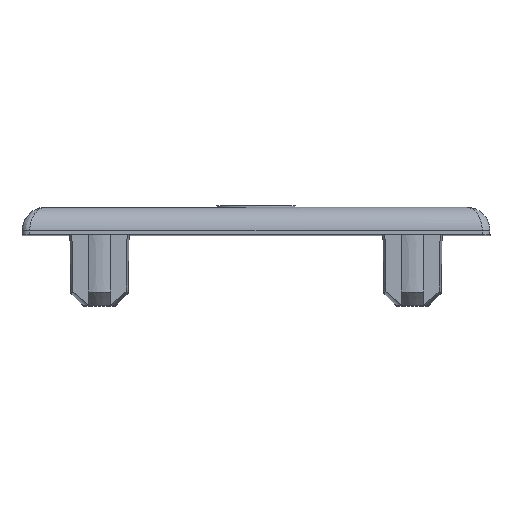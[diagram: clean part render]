
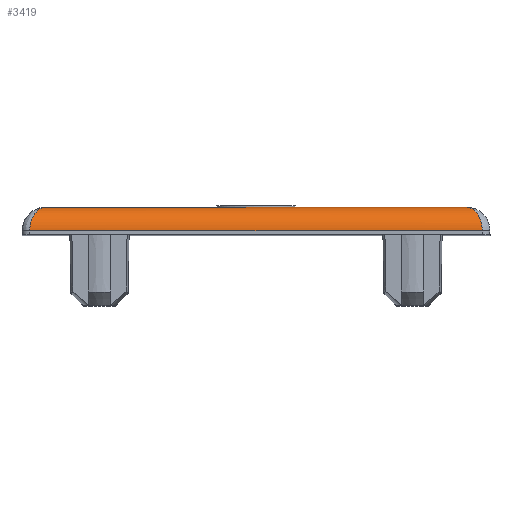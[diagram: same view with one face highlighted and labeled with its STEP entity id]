
A CAD part, top view. The second image highlights one B-rep face of the part: STEP entity #3419.
In plain terms, the highlighted cylindrical face has radius 3 mm (diameter 6 mm), a partial arc.
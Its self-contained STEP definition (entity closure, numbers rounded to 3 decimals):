
#1492=CARTESIAN_POINT('',(-26.9,3.5,41.9));
#1493=CARTESIAN_POINT('',(-27.066,3.5,42.148));
#1494=CARTESIAN_POINT('',(-27.391,3.44,42.637));
#1495=CARTESIAN_POINT('',(-27.857,3.168,43.335));
#1496=CARTESIAN_POINT('',(-28.242,2.759,43.913));
#1497=CARTESIAN_POINT('',(-28.542,2.254,44.364));
#1498=CARTESIAN_POINT('',(-28.751,1.693,44.676));
#1499=CARTESIAN_POINT('',(-28.874,1.1,44.861));
#1500=CARTESIAN_POINT('',(-28.9,0.698,
44.9));
#1501=CARTESIAN_POINT('',(-28.9,0.5,
44.9));
#1506=DIRECTION('',(-1.,0.,0.));
#1507=VECTOR('',#1506,53.8);
#1508=CARTESIAN_POINT('',(26.9,3.5,41.9));
#1509=LINE('',#1508,#1507);
#1626=CARTESIAN_POINT('',(28.9,0.5,44.9));
#1627=CARTESIAN_POINT('',(28.9,0.698,44.9));
#1628=CARTESIAN_POINT('',(28.874,1.099,44.861));
#1629=CARTESIAN_POINT('',(28.751,1.692,44.677));
#1630=CARTESIAN_POINT('',(28.543,2.253,44.364));
#1631=CARTESIAN_POINT('',(28.242,2.759,43.914));
#1632=CARTESIAN_POINT('',(27.857,3.168,43.336));
#1633=CARTESIAN_POINT('',(27.391,3.44,42.637));
#1634=CARTESIAN_POINT('',(27.066,3.5,42.148));
#1635=CARTESIAN_POINT('',(26.9,3.5,41.9));
#1816=DIRECTION('',(-1.,0.,0.));
#1817=VECTOR('',#1816,57.8);
#1818=CARTESIAN_POINT('',(28.9,0.5,44.9));
#1819=LINE('',#1818,#1817);
#2410=CARTESIAN_POINT('',(26.9,3.5,41.9));
#2411=CARTESIAN_POINT('',(-26.9,3.5,41.9));
#2412=VERTEX_POINT('',#2410);
#2413=VERTEX_POINT('',#2411);
#2424=VERTEX_POINT('',#1626);
#2425=VERTEX_POINT('',#1501);
#3406=CARTESIAN_POINT('',(30.211,0.5,41.9));
#3407=DIRECTION('',(-1.,0.,0.));
#3408=DIRECTION('',(0.,0.,1.));
#3409=AXIS2_PLACEMENT_3D('',#3406,#3407,#3408);
#3410=CYLINDRICAL_SURFACE('',#3409,3.);
#3411=ORIENTED_EDGE('',*,*,#3362,.F.);
#3413=ORIENTED_EDGE('',*,*,#3412,.F.);
#3415=ORIENTED_EDGE('',*,*,#3414,.T.);
#3416=ORIENTED_EDGE('',*,*,#3336,.F.);
#3417=EDGE_LOOP('',(#3411,#3413,#3415,#3416));
#3418=FACE_OUTER_BOUND('',#3417,.F.);
#1502=B_SPLINE_CURVE_WITH_KNOTS('',3,(#1492,#1493,#1494,#1495,#1496,#1497,#1498,
#1499,#1500,#1501),.UNSPECIFIED.,.F.,.F.,(4,1,1,1,1,1,1,4),(0.,
0.143,0.286,0.429,0.571,
0.714,0.857,1.),.UNSPECIFIED.);
#1636=B_SPLINE_CURVE_WITH_KNOTS('',3,(#1626,#1627,#1628,#1629,#1630,#1631,#1632,
#1633,#1634,#1635),.UNSPECIFIED.,.F.,.F.,(4,1,1,1,1,1,1,4),(0.,
0.143,0.286,0.429,0.571,
0.714,0.857,1.),.UNSPECIFIED.);
#3336=EDGE_CURVE('',#2413,#2425,#1502,.T.);
#3362=EDGE_CURVE('',#2412,#2413,#1509,.T.);
#3412=EDGE_CURVE('',#2424,#2412,#1636,.T.);
#3414=EDGE_CURVE('',#2424,#2425,#1819,.T.);
#3419=ADVANCED_FACE('',(#3418),#3410,.T.);
